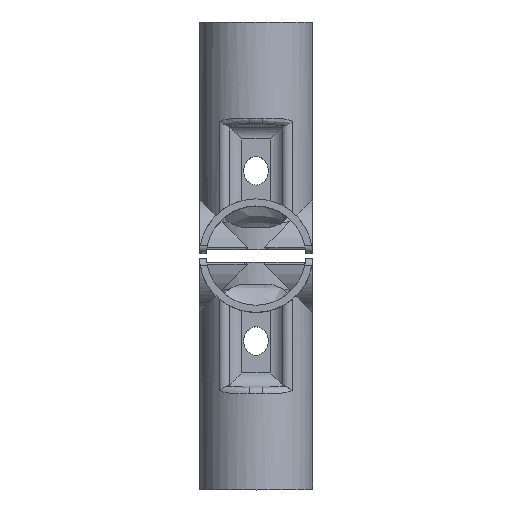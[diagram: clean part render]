
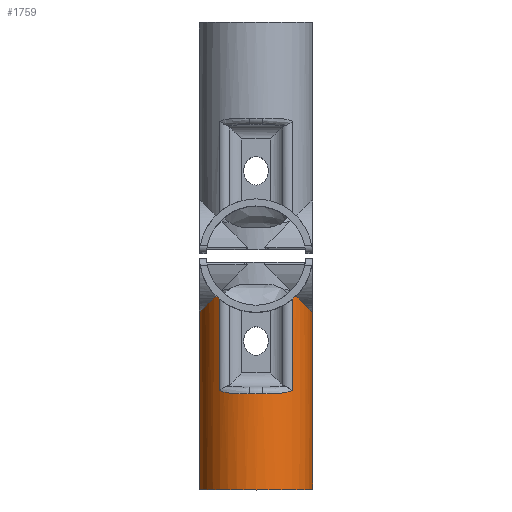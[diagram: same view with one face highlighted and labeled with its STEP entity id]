
A CAD part, top view. The second image highlights one B-rep face of the part: STEP entity #1759.
In plain terms, the highlighted cylindrical face has radius 16 mm (diameter 32 mm), a partial arc.
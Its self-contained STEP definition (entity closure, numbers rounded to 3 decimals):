
#507=CARTESIAN_POINT('',(-15.978,0.837,15.978));
#508=VERTEX_POINT('',#507);
#516=CARTESIAN_POINT('',(-10.208,12.32,10.208));
#517=VERTEX_POINT('',#516);
#518=CARTESIAN_POINT('',(0.0,0.0,0.0));
#519=DIRECTION('',(0.707,0.0,0.707));
#520=DIRECTION('',(0.707,0.0,-0.707));
#521=AXIS2_PLACEMENT_3D('',#518,#519,#520);
#522=ELLIPSE('',#521,22.627,16.);
#523=EDGE_CURVE('',#517,#508,#522,.T.);
#563=CARTESIAN_POINT('',(10.208,12.32,10.208));
#564=VERTEX_POINT('',#563);
#572=CARTESIAN_POINT('',(15.978,0.837,15.978));
#573=VERTEX_POINT('',#572);
#574=CARTESIAN_POINT('',(0.0,0.0,0.0));
#575=DIRECTION('',(-0.707,0.0,0.707));
#576=DIRECTION('',(-0.707,0.0,-0.707));
#577=AXIS2_PLACEMENT_3D('',#574,#575,#576);
#578=ELLIPSE('',#577,22.627,16.);
#579=EDGE_CURVE('',#573,#564,#578,.T.);
#614=CARTESIAN_POINT('',(-15.748,2.828,66.0));
#615=VERTEX_POINT('',#614);
#622=CARTESIAN_POINT('',(-15.978,0.837,64.0));
#623=VERTEX_POINT('',#622);
#624=CARTESIAN_POINT('',(-15.748,2.828,66.0));
#625=CARTESIAN_POINT('',(-15.793,2.58,66.0));
#626=CARTESIAN_POINT('',(-15.834,2.314,65.95));
#627=CARTESIAN_POINT('',(-15.898,1.824,65.746));
#628=CARTESIAN_POINT('',(-15.921,1.599,65.592));
#629=CARTESIAN_POINT('',(-15.952,1.245,65.237));
#630=CARTESIAN_POINT('',(-15.963,1.091,65.012));
#631=CARTESIAN_POINT('',(-15.976,0.888,64.519));
#632=CARTESIAN_POINT('',(-15.978,0.837,64.251));
#633=CARTESIAN_POINT('',(-15.978,0.837,64.));
#634=B_SPLINE_CURVE_WITH_KNOTS('',3,(#624,#625,#626,#627,#628,#629,#630,#631,#632,#633),.UNSPECIFIED.,.F.,.U.,(4,2,2,2,4),(0.304,0.38,0.455,0.53,0.606),.UNSPECIFIED.);
#635=EDGE_CURVE('',#615,#623,#634,.T.);
#661=CARTESIAN_POINT('',(15.748,2.828,66.0));
#662=VERTEX_POINT('',#661);
#669=CARTESIAN_POINT('',(0.0,0.0,66.0));
#670=DIRECTION('',(0.0,0.0,1.0));
#671=DIRECTION('',(-1.0,0.0,0.0));
#672=AXIS2_PLACEMENT_3D('',#669,#670,#671);
#673=CIRCLE('',#672,16.0);
#674=EDGE_CURVE('',#662,#615,#673,.T.);
#814=CARTESIAN_POINT('',(15.978,0.837,64.0));
#815=VERTEX_POINT('',#814);
#816=CARTESIAN_POINT('',(15.978,0.837,64.0));
#817=CARTESIAN_POINT('',(15.978,0.837,64.251));
#818=CARTESIAN_POINT('',(15.976,0.888,64.519));
#819=CARTESIAN_POINT('',(15.963,1.091,65.012));
#820=CARTESIAN_POINT('',(15.952,1.245,65.237));
#821=CARTESIAN_POINT('',(15.921,1.599,65.592));
#822=CARTESIAN_POINT('',(15.898,1.824,65.746));
#823=CARTESIAN_POINT('',(15.834,2.314,65.95));
#824=CARTESIAN_POINT('',(15.793,2.58,66.0));
#825=CARTESIAN_POINT('',(15.748,2.828,66.0));
#826=B_SPLINE_CURVE_WITH_KNOTS('',3,(#816,#817,#818,#819,#820,#821,#822,#823,#824,#825),.UNSPECIFIED.,.F.,.U.,(4,2,2,2,4),(0.606,0.681,0.757,0.832,0.908),.UNSPECIFIED.);
#827=EDGE_CURVE('',#815,#662,#826,.T.);
#856=CARTESIAN_POINT('',(15.978,0.837,64.0));
#857=DIRECTION('',(0.0,0.0,-1.0));
#858=VECTOR('',#857,48.022);
#859=LINE('',#856,#858);
#860=EDGE_CURVE('',#815,#573,#859,.T.);
#982=CARTESIAN_POINT('',(-15.978,0.837,15.978));
#983=DIRECTION('',(0.0,0.0,1.0));
#984=VECTOR('',#983,48.022);
#985=LINE('',#982,#984);
#986=EDGE_CURVE('',#508,#623,#985,.T.);
#1301=CARTESIAN_POINT('',(10.208,12.32,37.993));
#1302=VERTEX_POINT('',#1301);
#1303=CARTESIAN_POINT('',(10.208,12.32,37.993));
#1304=DIRECTION('',(0.0,0.0,-1.0));
#1305=VECTOR('',#1304,27.785);
#1306=LINE('',#1303,#1305);
#1307=EDGE_CURVE('',#1302,#564,#1306,.T.);
#1413=CARTESIAN_POINT('',(-10.208,12.32,37.993));
#1414=VERTEX_POINT('',#1413);
#1415=CARTESIAN_POINT('',(-10.208,12.32,10.208));
#1416=DIRECTION('',(0.0,0.0,1.0));
#1417=VECTOR('',#1416,27.785);
#1418=LINE('',#1415,#1417);
#1419=EDGE_CURVE('',#517,#1414,#1418,.T.);
#1622=CARTESIAN_POINT('',(1.902,15.887,38.9));
#1623=VERTEX_POINT('',#1622);
#1631=CARTESIAN_POINT('',(1.902,15.887,38.9));
#1632=CARTESIAN_POINT('',(3.218,15.729,38.9));
#1633=CARTESIAN_POINT('',(6.238,14.988,38.899));
#1634=CARTESIAN_POINT('',(8.945,13.367,38.574));
#1635=CARTESIAN_POINT('',(10.208,12.32,37.993));
#1636=B_SPLINE_CURVE_WITH_KNOTS('',3,(#1631,#1632,#1633,#1634,#1635),.UNSPECIFIED.,.F.,.U.,(4,1,4),(6.604,6.954,7.422),.UNSPECIFIED.);
#1637=EDGE_CURVE('',#1623,#1302,#1636,.T.);
#1657=CARTESIAN_POINT('',(-1.902,15.887,38.9));
#1658=VERTEX_POINT('',#1657);
#1666=CARTESIAN_POINT('',(0.0,0.0,38.9));
#1667=DIRECTION('',(0.0,0.0,-1.0));
#1668=DIRECTION('',(0.0,1.0,0.0));
#1669=AXIS2_PLACEMENT_3D('',#1666,#1667,#1668);
#1670=CIRCLE('',#1669,16.0);
#1671=EDGE_CURVE('',#1658,#1623,#1670,.T.);
#1710=CARTESIAN_POINT('',(-10.208,12.32,37.993));
#1711=CARTESIAN_POINT('',(-9.261,13.105,38.429));
#1712=CARTESIAN_POINT('',(-6.67,14.794,38.915));
#1713=CARTESIAN_POINT('',(-3.657,15.676,38.9));
#1714=CARTESIAN_POINT('',(-1.902,15.887,38.9));
#1715=B_SPLINE_CURVE_WITH_KNOTS('',3,(#1710,#1711,#1712,#1713,#1714),.UNSPECIFIED.,.F.,.U.,(4,1,4),(-7.422,-7.071,-6.604),.UNSPECIFIED.);
#1716=EDGE_CURVE('',#1414,#1658,#1715,.T.);
#1740=CARTESIAN_POINT('',(0.0,0.0,0.0));
#1741=DIRECTION('',(0.0,0.0,1.0));
#1742=DIRECTION('',(-1.0,0.0,0.0));
#1743=AXIS2_PLACEMENT_3D('',#1740,#1741,#1742);
#1744=CYLINDRICAL_SURFACE('',#1743,16.0);
#1745=ORIENTED_EDGE('',*,*,#635,.F.);
#1746=ORIENTED_EDGE('',*,*,#674,.F.);
#1747=ORIENTED_EDGE('',*,*,#827,.F.);
#1748=ORIENTED_EDGE('',*,*,#860,.T.);
#1749=ORIENTED_EDGE('',*,*,#579,.T.);
#1750=ORIENTED_EDGE('',*,*,#1307,.F.);
#1751=ORIENTED_EDGE('',*,*,#1637,.F.);
#1752=ORIENTED_EDGE('',*,*,#1671,.F.);
#1753=ORIENTED_EDGE('',*,*,#1716,.F.);
#1754=ORIENTED_EDGE('',*,*,#1419,.F.);
#1755=ORIENTED_EDGE('',*,*,#523,.T.);
#1756=ORIENTED_EDGE('',*,*,#986,.T.);
#1757=EDGE_LOOP('',(#1745,#1746,#1747,#1748,#1749,#1750,#1751,#1752,#1753,#1754,#1755,#1756));
#1758=FACE_OUTER_BOUND('',#1757,.T.);
#1759=ADVANCED_FACE('',(#1758),#1744,.T.);
